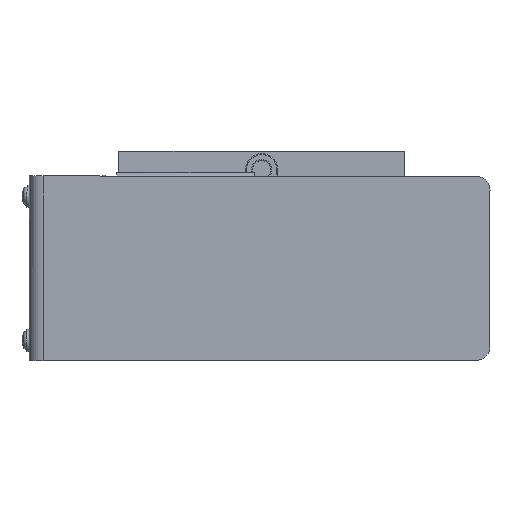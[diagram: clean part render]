
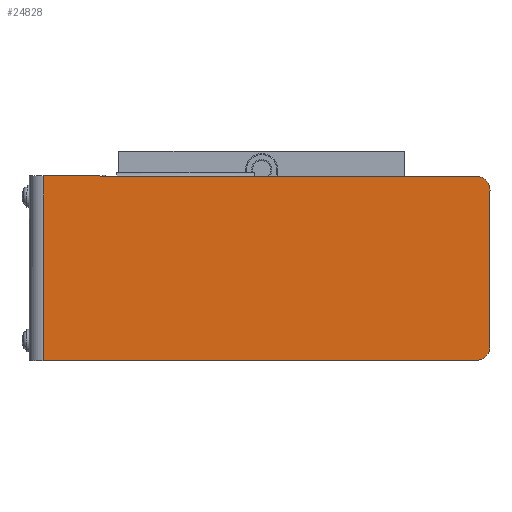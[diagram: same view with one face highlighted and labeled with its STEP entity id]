
A CAD part, top view. The second image highlights one B-rep face of the part: STEP entity #24828.
In plain terms, the highlighted face is planar.
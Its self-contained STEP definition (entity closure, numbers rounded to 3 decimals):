
#3671=LINE('',#61462,#5724);
#3672=LINE('',#61465,#5725);
#3673=LINE('',#61469,#5726);
#3674=LINE('',#61472,#5727);
#5724=VECTOR('',#33476,10.);
#5725=VECTOR('',#33479,10.);
#5726=VECTOR('',#33482,10.);
#5727=VECTOR('',#33485,10.);
#6438=PLANE('',#27248);
#7616=FACE_OUTER_BOUND('',#8970,.T.);
#8970=EDGE_LOOP('',(#23588,#23589,#23590,#23591,#23592,#23593));
#9878=CIRCLE('',#27249,3.);
#9879=CIRCLE('',#27250,3.);
#12550=VERTEX_POINT('',#61455);
#12553=VERTEX_POINT('',#61460);
#12554=VERTEX_POINT('',#61464);
#12555=VERTEX_POINT('',#61466);
#12556=VERTEX_POINT('',#61468);
#12557=VERTEX_POINT('',#61470);
#16236=EDGE_CURVE('',#12553,#12550,#3671,.T.);
#16237=EDGE_CURVE('',#12554,#12553,#3672,.T.);
#16238=EDGE_CURVE('',#12555,#12554,#9878,.T.);
#16239=EDGE_CURVE('',#12556,#12555,#3673,.T.);
#16240=EDGE_CURVE('',#12557,#12556,#9879,.T.);
#16241=EDGE_CURVE('',#12550,#12557,#3674,.T.);
#23588=ORIENTED_EDGE('',*,*,#16236,.F.);
#23589=ORIENTED_EDGE('',*,*,#16237,.F.);
#23590=ORIENTED_EDGE('',*,*,#16238,.F.);
#23591=ORIENTED_EDGE('',*,*,#16239,.F.);
#23592=ORIENTED_EDGE('',*,*,#16240,.F.);
#23593=ORIENTED_EDGE('',*,*,#16241,.F.);
#24828=ADVANCED_FACE('',(#7616),#6438,.T.);
#27248=AXIS2_PLACEMENT_3D('',#61463,#33477,#33478);
#27249=AXIS2_PLACEMENT_3D('',#61467,#33480,#33481);
#27250=AXIS2_PLACEMENT_3D('',#61471,#33483,#33484);
#33476=DIRECTION('',(0.,1.,0.));
#33477=DIRECTION('center_axis',(0.,0.,-1.));
#33478=DIRECTION('ref_axis',(-1.,0.,0.));
#33479=DIRECTION('',(1.,0.,0.));
#33480=DIRECTION('center_axis',(0.,0.,1.));
#33481=DIRECTION('ref_axis',(-0.707,-0.707,0.));
#33482=DIRECTION('',(0.,-1.,0.));
#33483=DIRECTION('center_axis',(0.,0.,1.));
#33484=DIRECTION('ref_axis',(-0.707,0.707,0.));
#33485=DIRECTION('',(-1.,0.,0.));
#61455=CARTESIAN_POINT('',(-58.,20.,0.));
#61460=CARTESIAN_POINT('',(-58.,-20.,0.));
#61462=CARTESIAN_POINT('',(-58.,0.,0.));
#61463=CARTESIAN_POINT('Origin',(-55.,0.,0.));
#61464=CARTESIAN_POINT('',(-152.,-20.,0.));
#61465=CARTESIAN_POINT('',(-155.,-20.,0.));
#61466=CARTESIAN_POINT('',(-155.,-17.,0.));
#61467=CARTESIAN_POINT('Origin',(-152.,-17.,0.));
#61468=CARTESIAN_POINT('',(-155.,17.,0.));
#61469=CARTESIAN_POINT('',(-155.,0.,0.));
#61470=CARTESIAN_POINT('',(-152.,20.,0.));
#61471=CARTESIAN_POINT('Origin',(-152.,17.,0.));
#61472=CARTESIAN_POINT('',(-155.,20.,0.));
